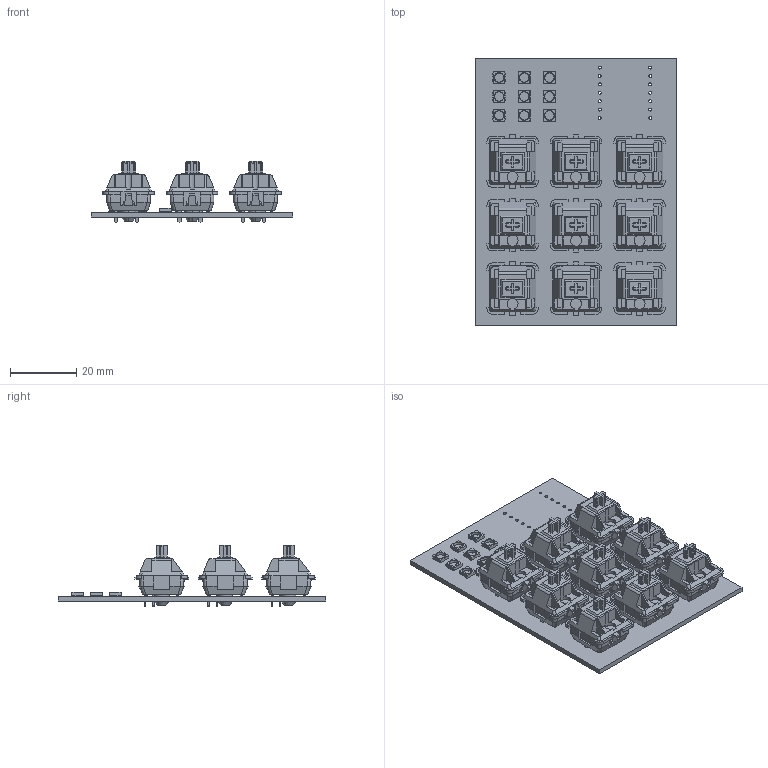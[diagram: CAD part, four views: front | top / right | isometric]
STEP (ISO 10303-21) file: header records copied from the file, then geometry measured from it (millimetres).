
FILE_DESCRIPTION(('KiCad electronic assembly'),'2;1');
FILE_NAME('piperpad.step','2026-01-13T08:33:42',('Pcbnew'),('Kicad'), 'Open CASCADE STEP processor 7.9','KiCad to STEP converter','Unknown' );
FILE_SCHEMA(('AUTOMOTIVE_DESIGN { 1 0 10303 214 1 1 1 1 }'));
Length unit declared in the file: millimetre
Products named in the file (5): piperpad 1; MX1A11NN--3DModel-STEP-510211; SK6812MINI-012; piperpad_PCB; piperpad 2
Assembly tree (19 placements, depth 2):
  piperpad 1
    MX1A11NN--3DModel-STEP-510211  x9
    SK6812MINI-012  x9
    piperpad_PCB
  piperpad 2
Bounding box: 61 x 81 x 18.54 mm (x, y, z)
Volume: 21066.2 mm3; surface area: 25124.1 mm2
Topology: 91 solids, 91 shells, 2531 faces, 6750 edges, 4392 vertices
Faces by surface type: plane 2076, cylinder 347, sphere 72, cone 36
Full cylindrical faces by diameter (mm): 0.889 x14, 1.5 x18, 1.7 x18, 4 x9
Entity records: 11104 total; most frequent: CARTESIAN_POINT 1941, ORIENTED_EDGE 1820, DIRECTION 1798, EDGE_CURVE 910, LINE 692, VECTOR 692, VERTEX_POINT 600, AXIS2_PLACEMENT_3D 553
